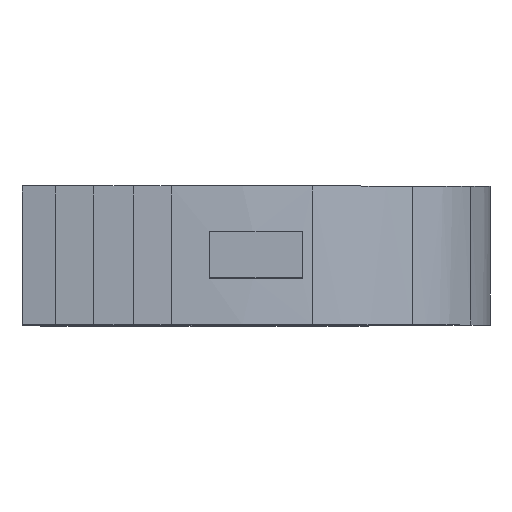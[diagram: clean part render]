
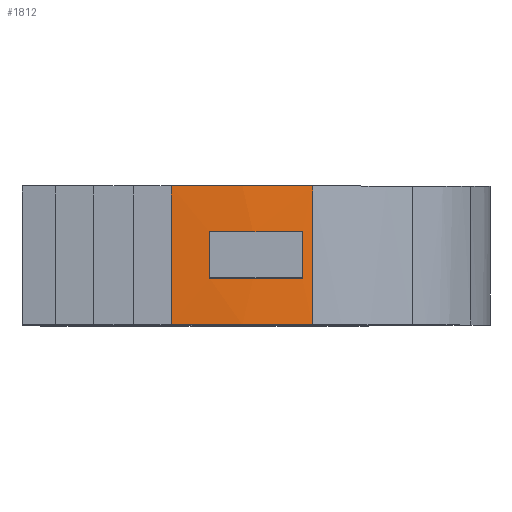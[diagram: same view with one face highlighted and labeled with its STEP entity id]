
A CAD part, top view. The second image highlights one B-rep face of the part: STEP entity #1812.
In plain terms, the highlighted free-form (B-spline) face has degree [3, 1] with [5, 2] control points.
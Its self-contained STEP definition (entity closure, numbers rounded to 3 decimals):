
#21=FACE_BOUND('',#213,.T.);
#26=B_SPLINE_SURFACE_WITH_KNOTS('',3,1,((#2477,#2478),(#2479,#2480),(#2481,
#2482),(#2483,#2484),(#2485,#2486)),.UNSPECIFIED.,.F.,.F.,.F.,(4,1,4),(2,
2),(-0.615,-0.287,0.),(-0.3,0.3),.UNSPECIFIED.);
#110=FACE_OUTER_BOUND('',#212,.T.);
#212=EDGE_LOOP('',(#1280,#1281,#1282,#1283));
#213=EDGE_LOOP('',(#1284,#1285,#1286,#1287));
#323=LINE('',#2476,#451);
#324=LINE('',#2493,#452);
#451=VECTOR('',#1978,10.);
#452=VECTOR('',#1979,10.);
#563=B_SPLINE_CURVE_WITH_KNOTS('',3,(#2133,#2134,#2135,#2136,#2137,#2138,
#2139),.UNSPECIFIED.,.F.,.F.,(4,3,4),(-0.548,-0.346,
-0.047),.UNSPECIFIED.);
#564=B_SPLINE_CURVE_WITH_KNOTS('',3,(#2147,#2148,#2149,#2150),
 .UNSPECIFIED.,.F.,.F.,(4,4),(-0.25,-0.05),.UNSPECIFIED.);
#565=B_SPLINE_CURVE_WITH_KNOTS('',3,(#2156,#2157,#2158,#2159,#2160,#2161,
#2162),.UNSPECIFIED.,.F.,.F.,(4,3,4),(-0.596,-0.272,
-0.052),.UNSPECIFIED.);
#566=B_SPLINE_CURVE_WITH_KNOTS('',3,(#2167,#2168,#2169,#2170),
 .UNSPECIFIED.,.F.,.F.,(4,4),(-0.25,-0.05),.UNSPECIFIED.);
#571=B_SPLINE_CURVE_WITH_KNOTS('',3,(#2200,#2201,#2202,#2203,#2204),
 .UNSPECIFIED.,.F.,.F.,(4,1,4),(0.,0.287,0.615),
 .UNSPECIFIED.);
#610=B_SPLINE_CURVE_WITH_KNOTS('',3,(#2488,#2489,#2490,#2491,#2492),
 .UNSPECIFIED.,.F.,.F.,(4,1,4),(-0.615,-0.287,0.),
 .UNSPECIFIED.);
#723=VERTEX_POINT('',#2131);
#724=VERTEX_POINT('',#2132);
#727=VERTEX_POINT('',#2146);
#729=VERTEX_POINT('',#2155);
#735=VERTEX_POINT('',#2193);
#736=VERTEX_POINT('',#2199);
#779=VERTEX_POINT('',#2470);
#780=VERTEX_POINT('',#2487);
#915=EDGE_CURVE('',#723,#724,#563,.T.);
#919=EDGE_CURVE('',#724,#727,#564,.T.);
#922=EDGE_CURVE('',#727,#729,#565,.T.);
#925=EDGE_CURVE('',#729,#723,#566,.T.);
#931=EDGE_CURVE('',#735,#736,#571,.T.);
#978=EDGE_CURVE('',#735,#779,#323,.T.);
#979=EDGE_CURVE('',#780,#779,#610,.T.);
#980=EDGE_CURVE('',#736,#780,#324,.T.);
#1280=ORIENTED_EDGE('',*,*,#978,.T.);
#1281=ORIENTED_EDGE('',*,*,#979,.F.);
#1282=ORIENTED_EDGE('',*,*,#980,.F.);
#1283=ORIENTED_EDGE('',*,*,#931,.F.);
#1284=ORIENTED_EDGE('',*,*,#922,.T.);
#1285=ORIENTED_EDGE('',*,*,#925,.T.);
#1286=ORIENTED_EDGE('',*,*,#915,.T.);
#1287=ORIENTED_EDGE('',*,*,#919,.T.);
#1812=ADVANCED_FACE('',(#110,#21),#26,.T.);
#1978=DIRECTION('',(0.,1.,0.));
#1979=DIRECTION('',(0.,1.,0.));
#2131=CARTESIAN_POINT('',(11.125,1.,30.416));
#2132=CARTESIAN_POINT('',(15.125,1.,29.885));
#2133=CARTESIAN_POINT('Ctrl Pts',(11.125,1.,30.416));
#2134=CARTESIAN_POINT('Ctrl Pts',(11.667,1.,30.393));
#2135=CARTESIAN_POINT('Ctrl Pts',(12.208,1.,30.356));
#2136=CARTESIAN_POINT('Ctrl Pts',(12.746,1.,30.293));
#2137=CARTESIAN_POINT('Ctrl Pts',(13.544,1.,30.199));
#2138=CARTESIAN_POINT('Ctrl Pts',(14.335,1.,30.047));
#2139=CARTESIAN_POINT('Ctrl Pts',(15.125,1.,29.885));
#2146=CARTESIAN_POINT('',(15.125,-1.,29.885));
#2147=CARTESIAN_POINT('Ctrl Pts',(15.125,1.,29.885));
#2148=CARTESIAN_POINT('Ctrl Pts',(15.125,0.333,29.885));
#2149=CARTESIAN_POINT('Ctrl Pts',(15.125,-0.333,29.885));
#2150=CARTESIAN_POINT('Ctrl Pts',(15.125,-1.,29.885));
#2155=CARTESIAN_POINT('',(11.125,-1.,30.416));
#2156=CARTESIAN_POINT('Ctrl Pts',(15.125,-1.,29.885));
#2157=CARTESIAN_POINT('Ctrl Pts',(14.335,-1.,30.047));
#2158=CARTESIAN_POINT('Ctrl Pts',(13.544,-1.,30.199));
#2159=CARTESIAN_POINT('Ctrl Pts',(12.746,-1.,30.293));
#2160=CARTESIAN_POINT('Ctrl Pts',(12.208,-1.,30.356));
#2161=CARTESIAN_POINT('Ctrl Pts',(11.667,-1.,30.393));
#2162=CARTESIAN_POINT('Ctrl Pts',(11.125,-1.,30.416));
#2167=CARTESIAN_POINT('Ctrl Pts',(11.125,-1.,30.416));
#2168=CARTESIAN_POINT('Ctrl Pts',(11.125,-0.333,30.416));
#2169=CARTESIAN_POINT('Ctrl Pts',(11.125,0.333,30.416));
#2170=CARTESIAN_POINT('Ctrl Pts',(11.125,1.,30.416));
#2193=CARTESIAN_POINT('',(15.57,-3.,29.793));
#2199=CARTESIAN_POINT('',(9.464,-3.,30.459));
#2200=CARTESIAN_POINT('Ctrl Pts',(15.57,-3.,29.793));
#2201=CARTESIAN_POINT('Ctrl Pts',(14.632,-3.,29.987));
#2202=CARTESIAN_POINT('Ctrl Pts',(12.618,-3.,30.404));
#2203=CARTESIAN_POINT('Ctrl Pts',(10.562,-3.,30.44));
#2204=CARTESIAN_POINT('Ctrl Pts',(9.464,-3.,30.459));
#2470=CARTESIAN_POINT('',(15.57,3.,29.793));
#2476=CARTESIAN_POINT('',(15.57,0.,29.793));
#2477=CARTESIAN_POINT('Ctrl Pts',(9.464,-3.,30.459));
#2478=CARTESIAN_POINT('Ctrl Pts',(9.464,3.,30.459));
#2479=CARTESIAN_POINT('Ctrl Pts',(10.562,-3.,30.44));
#2480=CARTESIAN_POINT('Ctrl Pts',(10.562,3.,30.44));
#2481=CARTESIAN_POINT('Ctrl Pts',(12.618,-3.,30.404));
#2482=CARTESIAN_POINT('Ctrl Pts',(12.618,3.,30.404));
#2483=CARTESIAN_POINT('Ctrl Pts',(14.632,-3.,29.987));
#2484=CARTESIAN_POINT('Ctrl Pts',(14.632,3.,29.987));
#2485=CARTESIAN_POINT('Ctrl Pts',(15.57,-3.,29.793));
#2486=CARTESIAN_POINT('Ctrl Pts',(15.57,3.,29.793));
#2487=CARTESIAN_POINT('',(9.464,3.,30.459));
#2488=CARTESIAN_POINT('Ctrl Pts',(9.464,3.,30.459));
#2489=CARTESIAN_POINT('Ctrl Pts',(10.562,3.,30.44));
#2490=CARTESIAN_POINT('Ctrl Pts',(12.618,3.,30.404));
#2491=CARTESIAN_POINT('Ctrl Pts',(14.632,3.,29.987));
#2492=CARTESIAN_POINT('Ctrl Pts',(15.57,3.,29.793));
#2493=CARTESIAN_POINT('',(9.464,0.,30.459));
